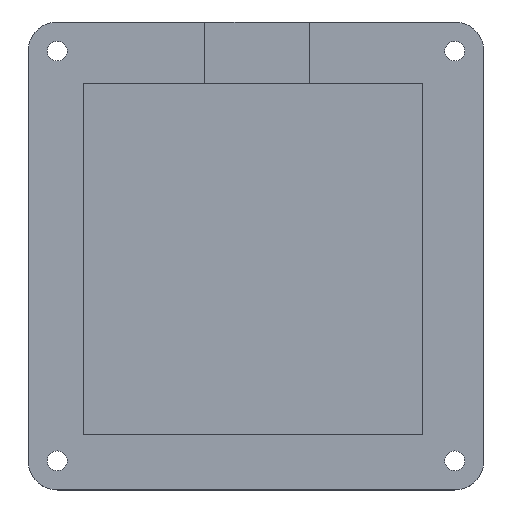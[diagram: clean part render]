
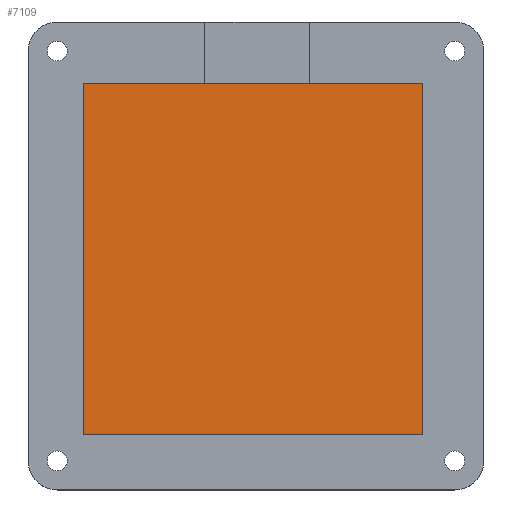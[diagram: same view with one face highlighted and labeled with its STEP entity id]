
A CAD part, top view. The second image highlights one B-rep face of the part: STEP entity #7109.
In plain terms, the highlighted planar face has unit normal (0, 0, 1).
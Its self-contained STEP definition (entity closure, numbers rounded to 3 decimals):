
#250=PLANE('',#7324);
#622=FACE_OUTER_BOUND('',#1035,.T.);
#1035=EDGE_LOOP('',(#6479,#6480,#6481,#6482));
#1676=LINE('',#13793,#2309);
#1678=LINE('',#13798,#2311);
#1679=LINE('',#13799,#2312);
#1680=LINE('',#13800,#2313);
#2309=VECTOR('',#8335,10.);
#2311=VECTOR('',#8339,10.);
#2312=VECTOR('',#8340,10.);
#2313=VECTOR('',#8341,10.);
#3400=VERTEX_POINT('',#13790);
#3401=VERTEX_POINT('',#13792);
#3402=VERTEX_POINT('',#13796);
#3403=VERTEX_POINT('',#13797);
#4436=EDGE_CURVE('',#3400,#3401,#1676,.T.);
#4438=EDGE_CURVE('',#3402,#3403,#1678,.T.);
#4439=EDGE_CURVE('',#3401,#3402,#1679,.T.);
#4440=EDGE_CURVE('',#3403,#3400,#1680,.T.);
#6479=ORIENTED_EDGE('',*,*,#4438,.F.);
#6480=ORIENTED_EDGE('',*,*,#4439,.F.);
#6481=ORIENTED_EDGE('',*,*,#4436,.F.);
#6482=ORIENTED_EDGE('',*,*,#4440,.F.);
#7109=ADVANCED_FACE('',(#622),#250,.T.);
#7324=AXIS2_PLACEMENT_3D('',#13795,#8337,#8338);
#8335=DIRECTION('',(1.,0.,0.));
#8337=DIRECTION('center_axis',(0.,0.,1.));
#8338=DIRECTION('ref_axis',(1.,0.,0.));
#8339=DIRECTION('',(-1.,0.,0.));
#8340=DIRECTION('',(0.,-1.,0.));
#8341=DIRECTION('',(0.,1.,0.));
#13790=CARTESIAN_POINT('',(-48.397,30.736,-12.));
#13792=CARTESIAN_POINT('',(9.903,30.736,-12.));
#13793=CARTESIAN_POINT('',(-33.822,30.736,-12.));
#13795=CARTESIAN_POINT('Origin',(-19.247,0.536,-12.));
#13796=CARTESIAN_POINT('',(9.903,-29.664,-12.));
#13797=CARTESIAN_POINT('',(-48.397,-29.664,-12.));
#13798=CARTESIAN_POINT('',(-4.672,-29.664,-12.));
#13799=CARTESIAN_POINT('',(9.903,15.636,-12.));
#13800=CARTESIAN_POINT('',(-48.397,-14.564,-12.));
